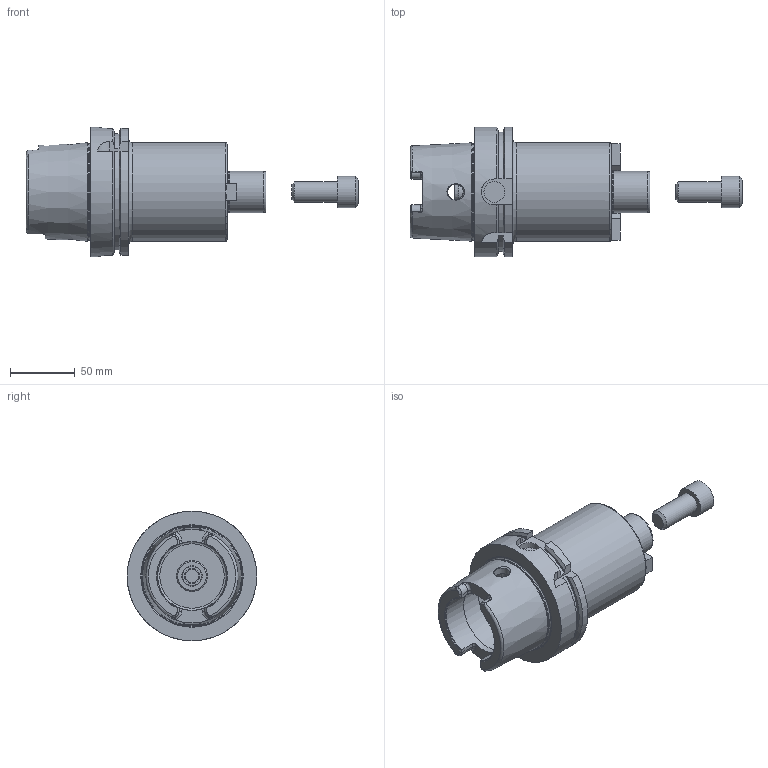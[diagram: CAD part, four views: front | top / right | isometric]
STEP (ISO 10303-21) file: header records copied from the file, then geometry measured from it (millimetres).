
FILE_DESCRIPTION((''),'2;1');
FILE_NAME('535017631105-3D.stp','2020-05-05T14:20:18',('nttooll'),(''),'Autodesk Inventor 2012','Autodesk Inventor 2012','');
FILE_SCHEMA(('AUTOMOTIVE_DESIGN { 1 0 10303 214 1 1 1 1 }'));
Length unit declared in the file: millimetre
Products named in the file (1): 535017631105-3D
Bounding box: 256 x 100 x 100 mm (x, y, z)
Volume: 623234.5 mm3; surface area: 84902.4 mm2
Topology: 2 solids, 2 shells, 177 faces, 441 edges, 279 vertices
Faces by surface type: plane 70, cylinder 50, cone 39, torus 18
Full cylindrical faces by diameter (mm): 4 x3, 5.3 x3, 10 x1, 12 x3, 14.5 x1, 15.3 x1, 16 x4, 16.166 x1, 16.5 x1, 24 x2, 31.35 x1, 31.75 x1, 53 x1, 53.8 x1, 63 x1, 75.3 x1, 76 x1, 100 x1
Entity records: 5472 total; most frequent: CARTESIAN_POINT 1577, DIRECTION 803, ORIENTED_EDGE 742, EDGE_CURVE 371, AXIS2_PLACEMENT_3D 333, VERTEX_POINT 262, EDGE_LOOP 253, FACE_OUTER_BOUND 177
